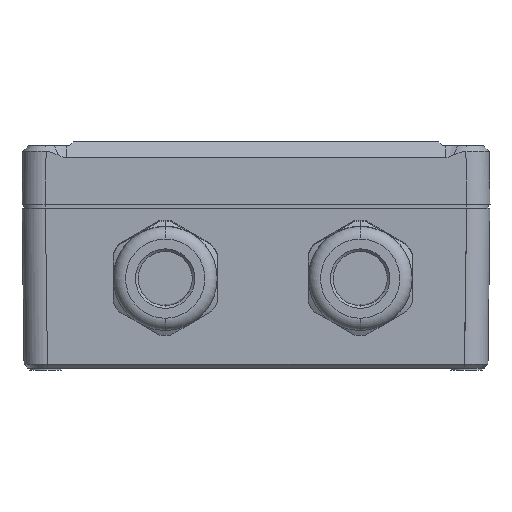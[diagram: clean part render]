
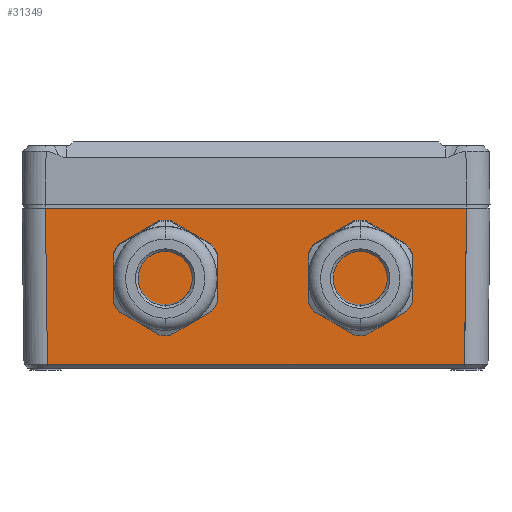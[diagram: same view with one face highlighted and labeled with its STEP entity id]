
A CAD part, front view. The second image highlights one B-rep face of the part: STEP entity #31349.
In plain terms, the highlighted face is planar.
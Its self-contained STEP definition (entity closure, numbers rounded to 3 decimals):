
#919 = EDGE_CURVE ( 'NONE', #35837, #1543, #36624, .T. ) ;
#1543 = VERTEX_POINT ( 'NONE', #22588 ) ;
#1558 = EDGE_CURVE ( 'NONE', #35837, #38715, #5975, .T. ) ;
#2406 = B_SPLINE_CURVE_WITH_KNOTS ( 'NONE', 3,
 ( #24875, #21469, #31352, #12105 ),
 .UNSPECIFIED., .F., .F.,
 ( 4, 4 ),
 ( 0., 1. ),
 .UNSPECIFIED. ) ;
#5975 = B_SPLINE_CURVE_WITH_KNOTS ( 'NONE', 3,
 ( #25823, #6558, #29046, #32295 ),
 .UNSPECIFIED., .F., .F.,
 ( 4, 4 ),
 ( 0., 1. ),
 .UNSPECIFIED. ) ;
#6145 = ORIENTED_EDGE ( 'NONE', *, *, #6546, .F. ) ;
#6546 = EDGE_CURVE ( 'NONE', #38715, #20739, #24264, .T. ) ;
#6558 = CARTESIAN_POINT ( 'NONE',  ( 39.825, 53.813, 8.662 ) ) ;
#12105 = CARTESIAN_POINT ( 'NONE',  ( 39.476, -53.477, -18.013 ) ) ;
#14375 = PLANE ( 'NONE',  #31007 ) ;
#15088 = DIRECTION ( 'NONE',  ( 0., -1., 0. ) ) ;
#15853 = EDGE_LOOP ( 'NONE', ( #21846, #40528, #6145, #29586 ) ) ;
#17746 = CARTESIAN_POINT ( 'NONE',  ( 39.463, 60., -18.996 ) ) ;
#18307 = CARTESIAN_POINT ( 'NONE',  ( 40., 60., 22. ) ) ;
#19601 = DIRECTION ( 'NONE',  ( 0., -1., 0. ) ) ;
#20739 = VERTEX_POINT ( 'NONE', #26832 ) ;
#20953 = DIRECTION ( 'NONE',  ( -0.013, 0., -1. ) ) ;
#21141 = FACE_OUTER_BOUND ( 'NONE', #15853, .T. ) ;
#21469 = CARTESIAN_POINT ( 'NONE',  ( 39.825, -53.826, 8.662 ) ) ;
#21846 = ORIENTED_EDGE ( 'NONE', *, *, #919, .T. ) ;
#22588 = CARTESIAN_POINT ( 'NONE',  ( 40., -54.001, 22. ) ) ;
#24264 = LINE ( 'NONE', #38864, #31836 ) ;
#24875 = CARTESIAN_POINT ( 'NONE',  ( 40., -54.001, 22. ) ) ;
#25823 = CARTESIAN_POINT ( 'NONE',  ( 40., 54.001, 22. ) ) ;
#26832 = CARTESIAN_POINT ( 'NONE',  ( 39.476, -53.477, -18.013 ) ) ;
#29046 = CARTESIAN_POINT ( 'NONE',  ( 39.651, 53.625, -4.675 ) ) ;
#29586 = ORIENTED_EDGE ( 'NONE', *, *, #1558, .F. ) ;
#31007 = AXIS2_PLACEMENT_3D ( 'NONE', #17746, #40250, #20953 ) ;
#31018 = CARTESIAN_POINT ( 'NONE',  ( 39.476, 53.438, -18.013 ) ) ;
#31349 = ADVANCED_FACE ( 'NONE', ( #21141 ), #14375, .T. ) ;
#31352 = CARTESIAN_POINT ( 'NONE',  ( 39.651, -53.651, -4.675 ) ) ;
#31836 = VECTOR ( 'NONE', #19601, 1000. ) ;
#32117 = EDGE_CURVE ( 'NONE', #1543, #20739, #2406, .T. ) ;
#32295 = CARTESIAN_POINT ( 'NONE',  ( 39.476, 53.438, -18.013 ) ) ;
#35619 = VECTOR ( 'NONE', #15088, 1000. ) ;
#35837 = VERTEX_POINT ( 'NONE', #37458 ) ;
#36624 = LINE ( 'NONE', #18307, #35619 ) ;
#37458 = CARTESIAN_POINT ( 'NONE',  ( 40., 54.001, 22. ) ) ;
#38715 = VERTEX_POINT ( 'NONE', #31018 ) ;
#38864 = CARTESIAN_POINT ( 'NONE',  ( 39.476, -53.438, -18.013 ) ) ;
#40250 = DIRECTION ( 'NONE',  ( 1., 0., -0.013 ) ) ;
#40528 = ORIENTED_EDGE ( 'NONE', *, *, #32117, .T. ) ;
